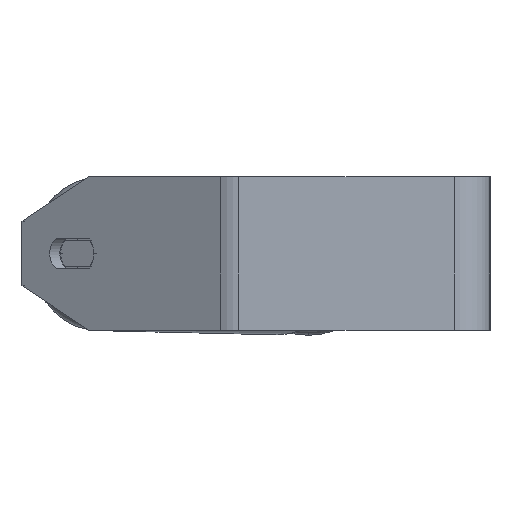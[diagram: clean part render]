
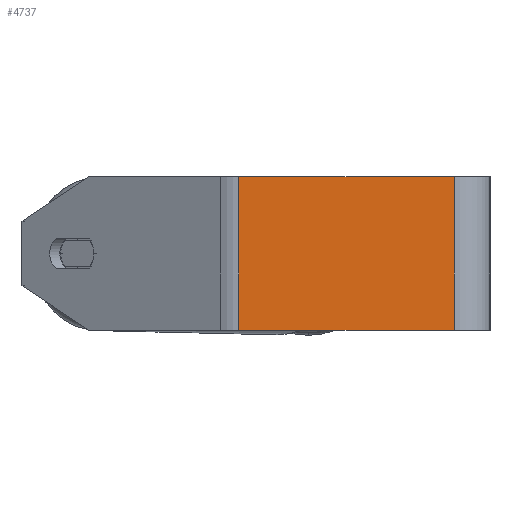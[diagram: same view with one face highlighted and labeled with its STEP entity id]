
A CAD part, left-side view. The second image highlights one B-rep face of the part: STEP entity #4737.
In plain terms, the highlighted planar face has unit normal (-1, 0, 0).
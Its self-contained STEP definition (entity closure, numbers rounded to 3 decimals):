
#290 = VECTOR ( 'NONE', #5973, 1000. ) ;
#1079 = DIRECTION ( 'NONE',  ( 0., -1., 0. ) ) ;
#1207 = CARTESIAN_POINT ( 'NONE',  ( -285., 98.231, 30. ) ) ;
#1874 = VERTEX_POINT ( 'NONE', #4005 ) ;
#2293 = EDGE_CURVE ( 'NONE', #3042, #1874, #3199, .T. ) ;
#2415 = LINE ( 'NONE', #8397, #7440 ) ;
#3042 = VERTEX_POINT ( 'NONE', #1207 ) ;
#3072 = CARTESIAN_POINT ( 'NONE',  ( -285., 98.231, 30. ) ) ;
#3151 = EDGE_CURVE ( 'NONE', #3042, #7281, #6883, .T. ) ;
#3199 = LINE ( 'NONE', #3072, #4980 ) ;
#3603 = EDGE_CURVE ( 'NONE', #1874, #8276, #2415, .T. ) ;
#3605 = ORIENTED_EDGE ( 'NONE', *, *, #3603, .T. ) ;
#3992 = CARTESIAN_POINT ( 'NONE',  ( -285., 14., 30. ) ) ;
#3996 = PLANE ( 'NONE',  #7868 ) ;
#4005 = CARTESIAN_POINT ( 'NONE',  ( -285., 98.231, -30. ) ) ;
#4087 = ORIENTED_EDGE ( 'NONE', *, *, #3151, .F. ) ;
#4476 = DIRECTION ( 'NONE',  ( 0., 0., -1. ) ) ;
#4737 = ADVANCED_FACE ( 'NONE', ( #7242 ), #3996, .F. ) ;
#4980 = VECTOR ( 'NONE', #4476, 1000. ) ;
#5084 = EDGE_LOOP ( 'NONE', ( #3605, #6303, #4087, #7146 ) ) ;
#5166 = DIRECTION ( 'NONE',  ( 0., -1., 0. ) ) ;
#5684 = EDGE_CURVE ( 'NONE', #7281, #8276, #7238, .T. ) ;
#5935 = CARTESIAN_POINT ( 'NONE',  ( -285., 14., -30. ) ) ;
#5973 = DIRECTION ( 'NONE',  ( 0., 0., -1. ) ) ;
#6303 = ORIENTED_EDGE ( 'NONE', *, *, #5684, .F. ) ;
#6611 = DIRECTION ( 'NONE',  ( 0., 0., -1. ) ) ;
#6883 = LINE ( 'NONE', #6963, #7542 ) ;
#6963 = CARTESIAN_POINT ( 'NONE',  ( -285., 101.982, 30. ) ) ;
#7146 = ORIENTED_EDGE ( 'NONE', *, *, #2293, .T. ) ;
#7160 = DIRECTION ( 'NONE',  ( 1., 0., 0. ) ) ;
#7238 = LINE ( 'NONE', #3992, #290 ) ;
#7242 = FACE_OUTER_BOUND ( 'NONE', #5084, .T. ) ;
#7280 = CARTESIAN_POINT ( 'NONE',  ( -285., 101.982, 30. ) ) ;
#7281 = VERTEX_POINT ( 'NONE', #7530 ) ;
#7440 = VECTOR ( 'NONE', #5166, 1000. ) ;
#7530 = CARTESIAN_POINT ( 'NONE',  ( -285., 14., 30. ) ) ;
#7542 = VECTOR ( 'NONE', #1079, 1000. ) ;
#7868 = AXIS2_PLACEMENT_3D ( 'NONE', #7280, #7160, #6611 ) ;
#8276 = VERTEX_POINT ( 'NONE', #5935 ) ;
#8397 = CARTESIAN_POINT ( 'NONE',  ( -285., 101.982, -30. ) ) ;
